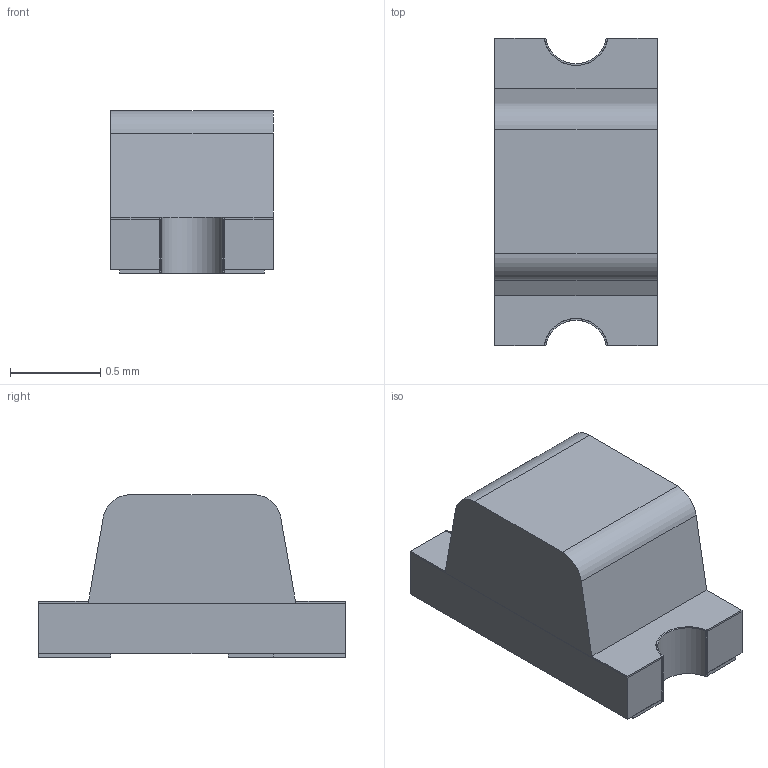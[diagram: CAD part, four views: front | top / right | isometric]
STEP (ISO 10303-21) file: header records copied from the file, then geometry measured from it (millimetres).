
FILE_DESCRIPTION (( 'STEP AP214' ), '1' );
FILE_NAME ('User Library-LTST-C190TBKT.STEP', '2017-02-08T16:12:13', ( 'Windows User' ), ( '' ), 'SwSTEP 2.0', 'SolidWorks 2017', '' );
FILE_SCHEMA (( 'AUTOMOTIVE_DESIGN' ));
Length unit declared in the file: millimetre
Products named in the file (7): User Library-LTST-C190TBKT_Lens; User Library-LTST-C190TBKT_Pad003; User Library-LTST-C190TBKT_Pad004; User Library-LTST-C190TBKT_Pad001; User Library-LTST-C190TBKT_Pad005; User Library-LTST-C190TBKT_Pad; User Library-LTST-C190TBKT
Assembly tree (6 placements, depth 2):
  User Library-LTST-C190TBKT
    User Library-LTST-C190TBKT_Pad
    User Library-LTST-C190TBKT_Pad005
    User Library-LTST-C190TBKT_Pad001
    User Library-LTST-C190TBKT_Pad004
    User Library-LTST-C190TBKT_Pad003
    User Library-LTST-C190TBKT_Lens
Bounding box: 0.9 x 1.7 x 0.9 mm (x, y, z)
Volume: 1 mm3; surface area: 11.5 mm2
Topology: 8 solids, 8 shells, 66 faces, 150 edges, 100 vertices
Faces by surface type: plane 54, cylinder 12
Entity records: 2868 total; most frequent: CARTESIAN_POINT 325, DIRECTION 324, ORIENTED_EDGE 300, EDGE_CURVE 150, LINE 126, VECTOR 126, VERTEX_POINT 100, AXIS2_PLACEMENT_3D 99
